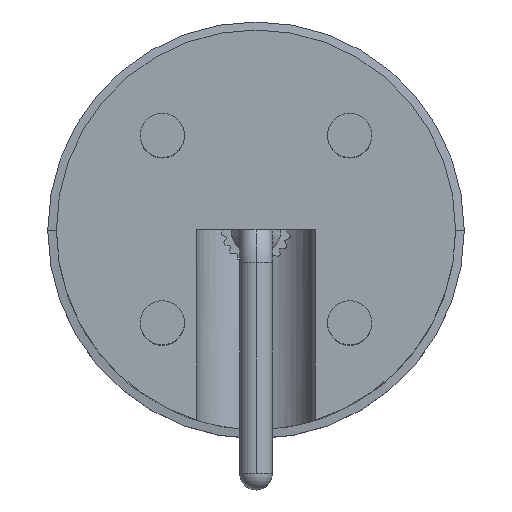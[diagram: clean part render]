
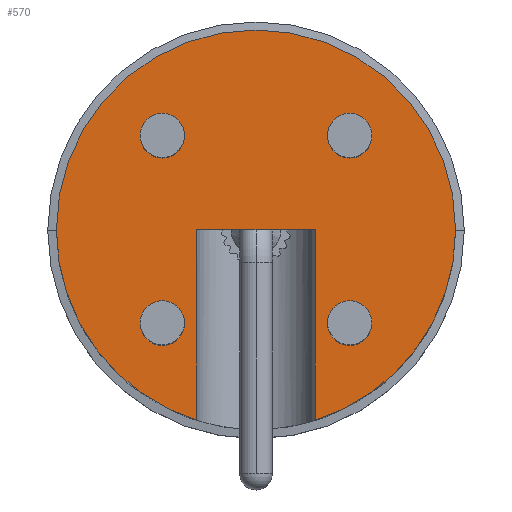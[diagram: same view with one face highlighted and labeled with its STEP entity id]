
A CAD part, top view. The second image highlights one B-rep face of the part: STEP entity #570.
In plain terms, the highlighted planar face has unit normal (0, 0, 1).
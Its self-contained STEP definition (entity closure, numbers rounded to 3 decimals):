
#20 = EDGE_CURVE ( 'NONE', #1756, #308, #469, .T. ) ;
#24 = CARTESIAN_POINT ( 'NONE',  ( -1.08, 1.08, 0. ) ) ;
#32 = DIRECTION ( 'NONE',  ( -1., 0., 0. ) ) ;
#43 = EDGE_CURVE ( 'NONE', #1236, #2089, #1897, .T. ) ;
#49 = VERTEX_POINT ( 'NONE', #1676 ) ;
#66 = DIRECTION ( 'NONE',  ( -1., 0., 0. ) ) ;
#79 = EDGE_CURVE ( 'NONE', #1248, #1007, #2272, .T. ) ;
#104 = CARTESIAN_POINT ( 'NONE',  ( 0.685, 0., 0. ) ) ;
#128 = DIRECTION ( 'NONE',  ( 1., 0., 0. ) ) ;
#133 = DIRECTION ( 'NONE',  ( 0., 0., 1. ) ) ;
#141 = AXIS2_PLACEMENT_3D ( 'NONE', #2196, #2363, #1603 ) ;
#164 = CARTESIAN_POINT ( 'NONE',  ( 0.825, 1.08, 0. ) ) ;
#167 = EDGE_LOOP ( 'NONE', ( #654, #2461, #835, #281, #2333, #2356 ) ) ;
#195 = AXIS2_PLACEMENT_3D ( 'NONE', #1631, #1445, #810 ) ;
#234 = CARTESIAN_POINT ( 'NONE',  ( -1.08, 1.08, 0. ) ) ;
#281 = ORIENTED_EDGE ( 'NONE', *, *, #1571, .F. ) ;
#308 = VERTEX_POINT ( 'NONE', #1062 ) ;
#321 = FACE_BOUND ( 'NONE', #1613, .T. ) ;
#350 = CARTESIAN_POINT ( 'NONE',  ( -1.08, -1.08, 0. ) ) ;
#376 = DIRECTION ( 'NONE',  ( 0., 0., -1. ) ) ;
#381 = ORIENTED_EDGE ( 'NONE', *, *, #2541, .F. ) ;
#384 = DIRECTION ( 'NONE',  ( -1., 0., 0. ) ) ;
#394 = FACE_OUTER_BOUND ( 'NONE', #167, .T. ) ;
#410 = VERTEX_POINT ( 'NONE', #1329 ) ;
#413 = CARTESIAN_POINT ( 'NONE',  ( 0.825, -1.08, 0. ) ) ;
#448 = AXIS2_PLACEMENT_3D ( 'NONE', #1380, #1748, #1384 ) ;
#449 = DIRECTION ( 'NONE',  ( 0., -1., 0. ) ) ;
#468 = ORIENTED_EDGE ( 'NONE', *, *, #1250, .F. ) ;
#469 = LINE ( 'NONE', #1443, #974 ) ;
#508 = ORIENTED_EDGE ( 'NONE', *, *, #1968, .F. ) ;
#527 = AXIS2_PLACEMENT_3D ( 'NONE', #2018, #376, #1814 ) ;
#553 = DIRECTION ( 'NONE',  ( -1., 0., 0. ) ) ;
#570 = ADVANCED_FACE ( 'NONE', ( #394, #871, #1068, #1673, #321 ), #1945, .F. ) ;
#618 = AXIS2_PLACEMENT_3D ( 'NONE', #1255, #1886, #32 ) ;
#654 = ORIENTED_EDGE ( 'NONE', *, *, #1892, .T. ) ;
#714 = ORIENTED_EDGE ( 'NONE', *, *, #2201, .F. ) ;
#744 = VERTEX_POINT ( 'NONE', #164 ) ;
#786 = CARTESIAN_POINT ( 'NONE',  ( 0., 0., 0. ) ) ;
#810 = DIRECTION ( 'NONE',  ( -1., 0., 0. ) ) ;
#821 = EDGE_CURVE ( 'NONE', #1166, #49, #1493, .T. ) ;
#835 = ORIENTED_EDGE ( 'NONE', *, *, #1503, .F. ) ;
#860 = DIRECTION ( 'NONE',  ( 0., 0., 1. ) ) ;
#870 = CARTESIAN_POINT ( 'NONE',  ( 1.08, 1.08, 0. ) ) ;
#871 = FACE_BOUND ( 'NONE', #2383, .T. ) ;
#875 = CARTESIAN_POINT ( 'NONE',  ( 1.335, 1.08, 0. ) ) ;
#944 = AXIS2_PLACEMENT_3D ( 'NONE', #1202, #1616, #384 ) ;
#946 = EDGE_CURVE ( 'NONE', #2524, #2150, #1034, .T. ) ;
#956 = CARTESIAN_POINT ( 'NONE',  ( -0.685, 0., 0. ) ) ;
#974 = VECTOR ( 'NONE', #449, 1000. ) ;
#1007 = VERTEX_POINT ( 'NONE', #413 ) ;
#1008 = CARTESIAN_POINT ( 'NONE',  ( -0.825, -1.08, 0. ) ) ;
#1034 = CIRCLE ( 'NONE', #195, 0.255 ) ;
#1044 = DIRECTION ( 'NONE',  ( -1., 0., 0. ) ) ;
#1062 = CARTESIAN_POINT ( 'NONE',  ( 0.685, -2.196, 0. ) ) ;
#1068 = FACE_BOUND ( 'NONE', #1552, .T. ) ;
#1098 = CIRCLE ( 'NONE', #2111, 0.255 ) ;
#1131 = EDGE_CURVE ( 'NONE', #49, #1166, #1098, .T. ) ;
#1147 = CIRCLE ( 'NONE', #527, 2.3 ) ;
#1166 = VERTEX_POINT ( 'NONE', #1489 ) ;
#1199 = VECTOR ( 'NONE', #2485, 1000. ) ;
#1202 = CARTESIAN_POINT ( 'NONE',  ( 1.08, 1.08, 0. ) ) ;
#1219 = DIRECTION ( 'NONE',  ( -1., 0., 0. ) ) ;
#1236 = VERTEX_POINT ( 'NONE', #1297 ) ;
#1248 = VERTEX_POINT ( 'NONE', #1683 ) ;
#1250 = EDGE_CURVE ( 'NONE', #744, #1550, #1817, .T. ) ;
#1255 = CARTESIAN_POINT ( 'NONE',  ( 0., 0., 0. ) ) ;
#1265 = CIRCLE ( 'NONE', #2441, 2.3 ) ;
#1296 = CARTESIAN_POINT ( 'NONE',  ( -0.685, 0.95, 0. ) ) ;
#1297 = CARTESIAN_POINT ( 'NONE',  ( -0.685, -2.196, 0. ) ) ;
#1301 = CIRCLE ( 'NONE', #618, 2.3 ) ;
#1329 = CARTESIAN_POINT ( 'NONE',  ( 2.3, 0., 0. ) ) ;
#1348 = VERTEX_POINT ( 'NONE', #1990 ) ;
#1380 = CARTESIAN_POINT ( 'NONE',  ( 0., 0.95, 0. ) ) ;
#1384 = DIRECTION ( 'NONE',  ( -1., 0., 0. ) ) ;
#1389 = CARTESIAN_POINT ( 'NONE',  ( -1.335, -1.08, 0. ) ) ;
#1394 = ORIENTED_EDGE ( 'NONE', *, *, #946, .F. ) ;
#1443 = CARTESIAN_POINT ( 'NONE',  ( 0.685, 0.95, 0. ) ) ;
#1445 = DIRECTION ( 'NONE',  ( 0., 0., 1. ) ) ;
#1487 = CARTESIAN_POINT ( 'NONE',  ( 1.08, -1.08, 0. ) ) ;
#1489 = CARTESIAN_POINT ( 'NONE',  ( -1.335, 1.08, 0. ) ) ;
#1493 = CIRCLE ( 'NONE', #2518, 0.255 ) ;
#1503 = EDGE_CURVE ( 'NONE', #410, #308, #1265, .T. ) ;
#1550 = VERTEX_POINT ( 'NONE', #875 ) ;
#1552 = EDGE_LOOP ( 'NONE', ( #468, #381 ) ) ;
#1571 = EDGE_CURVE ( 'NONE', #1348, #410, #1301, .T. ) ;
#1603 = DIRECTION ( 'NONE',  ( -1., 0., 0. ) ) ;
#1613 = EDGE_LOOP ( 'NONE', ( #714, #1394 ) ) ;
#1616 = DIRECTION ( 'NONE',  ( 0., 0., 1. ) ) ;
#1631 = CARTESIAN_POINT ( 'NONE',  ( -1.08, -1.08, 0. ) ) ;
#1655 = ORIENTED_EDGE ( 'NONE', *, *, #79, .F. ) ;
#1673 = FACE_BOUND ( 'NONE', #1951, .T. ) ;
#1676 = CARTESIAN_POINT ( 'NONE',  ( -0.825, 1.08, 0. ) ) ;
#1683 = CARTESIAN_POINT ( 'NONE',  ( 1.335, -1.08, 0. ) ) ;
#1748 = DIRECTION ( 'NONE',  ( 0., 0., -1. ) ) ;
#1756 = VERTEX_POINT ( 'NONE', #2535 ) ;
#1788 = ORIENTED_EDGE ( 'NONE', *, *, #821, .F. ) ;
#1814 = DIRECTION ( 'NONE',  ( -1., 0., 0. ) ) ;
#1817 = CIRCLE ( 'NONE', #2473, 0.255 ) ;
#1876 = DIRECTION ( 'NONE',  ( 0., 0., 1. ) ) ;
#1886 = DIRECTION ( 'NONE',  ( 0., 0., -1. ) ) ;
#1892 = EDGE_CURVE ( 'NONE', #2089, #1756, #2523, .T. ) ;
#1895 = DIRECTION ( 'NONE',  ( 0., 0., 1. ) ) ;
#1897 = LINE ( 'NONE', #1296, #1199 ) ;
#1945 = PLANE ( 'NONE',  #448 ) ;
#1951 = EDGE_LOOP ( 'NONE', ( #508, #1655 ) ) ;
#1968 = EDGE_CURVE ( 'NONE', #1007, #1248, #2142, .T. ) ;
#1990 = CARTESIAN_POINT ( 'NONE',  ( -2.3, 0., 0. ) ) ;
#2018 = CARTESIAN_POINT ( 'NONE',  ( 0., 0., 0. ) ) ;
#2089 = VERTEX_POINT ( 'NONE', #956 ) ;
#2111 = AXIS2_PLACEMENT_3D ( 'NONE', #234, #1876, #2250 ) ;
#2142 = CIRCLE ( 'NONE', #141, 0.255 ) ;
#2150 = VERTEX_POINT ( 'NONE', #1389 ) ;
#2196 = CARTESIAN_POINT ( 'NONE',  ( 1.08, -1.08, 0. ) ) ;
#2201 = EDGE_CURVE ( 'NONE', #2150, #2524, #2654, .T. ) ;
#2211 = AXIS2_PLACEMENT_3D ( 'NONE', #350, #133, #553 ) ;
#2250 = DIRECTION ( 'NONE',  ( -1., 0., 0. ) ) ;
#2272 = CIRCLE ( 'NONE', #2307, 0.255 ) ;
#2273 = DIRECTION ( 'NONE',  ( 0., 0., 1. ) ) ;
#2277 = DIRECTION ( 'NONE',  ( -1., 0., 0. ) ) ;
#2280 = CIRCLE ( 'NONE', #944, 0.255 ) ;
#2307 = AXIS2_PLACEMENT_3D ( 'NONE', #1487, #860, #2277 ) ;
#2323 = VECTOR ( 'NONE', #128, 1000. ) ;
#2333 = ORIENTED_EDGE ( 'NONE', *, *, #2533, .F. ) ;
#2356 = ORIENTED_EDGE ( 'NONE', *, *, #43, .T. ) ;
#2363 = DIRECTION ( 'NONE',  ( 0., 0., 1. ) ) ;
#2383 = EDGE_LOOP ( 'NONE', ( #1788, #2391 ) ) ;
#2391 = ORIENTED_EDGE ( 'NONE', *, *, #1131, .F. ) ;
#2419 = DIRECTION ( 'NONE',  ( 0., 0., -1. ) ) ;
#2441 = AXIS2_PLACEMENT_3D ( 'NONE', #786, #2419, #1219 ) ;
#2461 = ORIENTED_EDGE ( 'NONE', *, *, #20, .T. ) ;
#2473 = AXIS2_PLACEMENT_3D ( 'NONE', #870, #1895, #66 ) ;
#2485 = DIRECTION ( 'NONE',  ( 0., 1., 0. ) ) ;
#2518 = AXIS2_PLACEMENT_3D ( 'NONE', #24, #2273, #1044 ) ;
#2523 = LINE ( 'NONE', #104, #2323 ) ;
#2524 = VERTEX_POINT ( 'NONE', #1008 ) ;
#2533 = EDGE_CURVE ( 'NONE', #1236, #1348, #1147, .T. ) ;
#2535 = CARTESIAN_POINT ( 'NONE',  ( 0.685, 0., 0. ) ) ;
#2541 = EDGE_CURVE ( 'NONE', #1550, #744, #2280, .T. ) ;
#2654 = CIRCLE ( 'NONE', #2211, 0.255 ) ;
